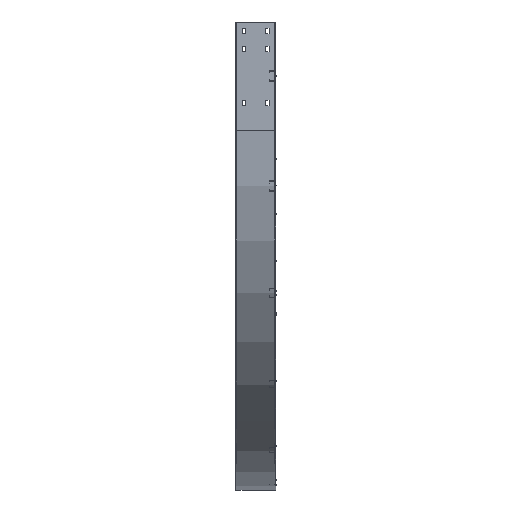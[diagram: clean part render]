
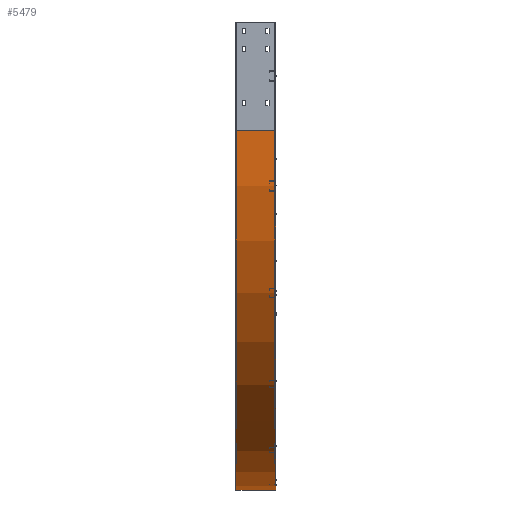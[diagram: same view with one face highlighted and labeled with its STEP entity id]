
A CAD part, left-side view. The second image highlights one B-rep face of the part: STEP entity #5479.
In plain terms, the highlighted cylindrical face has radius 1000 mm (diameter 2000 mm), a partial arc.
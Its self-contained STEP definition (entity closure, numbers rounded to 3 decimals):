
#346 = FACE_OUTER_BOUND ( 'NONE', #752, .T. ) ;
#498 = DIRECTION ( 'NONE',  ( 0., 1., 0. ) ) ;
#523 = VECTOR ( 'NONE', #1118, 1000. ) ;
#592 = CARTESIAN_POINT ( 'NONE',  ( -1300., 110., 1000. ) ) ;
#721 = CARTESIAN_POINT ( 'NONE',  ( -300., 0., 1000. ) ) ;
#752 = EDGE_LOOP ( 'NONE', ( #4447, #3615, #3977, #4775 ) ) ;
#928 = DIRECTION ( 'NONE',  ( 0., 1., 0. ) ) ;
#1118 = DIRECTION ( 'NONE',  ( 0., 1., 0. ) ) ;
#1591 = LINE ( 'NONE', #3872, #523 ) ;
#1639 = CYLINDRICAL_SURFACE ( 'NONE', #8114, 1000. ) ;
#1730 = AXIS2_PLACEMENT_3D ( 'NONE', #721, #6159, #8089 ) ;
#1799 = CARTESIAN_POINT ( 'NONE',  ( -300., 0., 0. ) ) ;
#2403 = CARTESIAN_POINT ( 'NONE',  ( -300., 110., 0. ) ) ;
#2459 = VERTEX_POINT ( 'NONE', #5093 ) ;
#2564 = EDGE_CURVE ( 'NONE', #2459, #3219, #1591, .T. ) ;
#2840 = CIRCLE ( 'NONE', #1730, 1000. ) ;
#3121 = CIRCLE ( 'NONE', #4450, 1000. ) ;
#3219 = VERTEX_POINT ( 'NONE', #592 ) ;
#3615 = ORIENTED_EDGE ( 'NONE', *, *, #7156, .T. ) ;
#3625 = DIRECTION ( 'NONE',  ( 0., 0., 1. ) ) ;
#3822 = VERTEX_POINT ( 'NONE', #1799 ) ;
#3872 = CARTESIAN_POINT ( 'NONE',  ( -1300., 3.5, 1000. ) ) ;
#3957 = LINE ( 'NONE', #7283, #7153 ) ;
#3977 = ORIENTED_EDGE ( 'NONE', *, *, #2564, .T. ) ;
#4301 = DIRECTION ( 'NONE',  ( 0., 1., 0. ) ) ;
#4402 = VERTEX_POINT ( 'NONE', #2403 ) ;
#4447 = ORIENTED_EDGE ( 'NONE', *, *, #6151, .F. ) ;
#4450 = AXIS2_PLACEMENT_3D ( 'NONE', #5685, #4301, #4924 ) ;
#4775 = ORIENTED_EDGE ( 'NONE', *, *, #4892, .F. ) ;
#4892 = EDGE_CURVE ( 'NONE', #4402, #3219, #3121, .T. ) ;
#4924 = DIRECTION ( 'NONE',  ( 0., 0., 1. ) ) ;
#5093 = CARTESIAN_POINT ( 'NONE',  ( -1300., 0., 1000. ) ) ;
#5479 = ADVANCED_FACE ( 'NONE', ( #346 ), #1639, .T. ) ;
#5685 = CARTESIAN_POINT ( 'NONE',  ( -300., 110., 1000. ) ) ;
#5705 = CARTESIAN_POINT ( 'NONE',  ( -300., 0., 1000. ) ) ;
#6151 = EDGE_CURVE ( 'NONE', #3822, #4402, #3957, .T. ) ;
#6159 = DIRECTION ( 'NONE',  ( 0., 1., 0. ) ) ;
#7153 = VECTOR ( 'NONE', #498, 1000. ) ;
#7156 = EDGE_CURVE ( 'NONE', #3822, #2459, #2840, .T. ) ;
#7283 = CARTESIAN_POINT ( 'NONE',  ( -300., 3.5, 0. ) ) ;
#8089 = DIRECTION ( 'NONE',  ( 0., 0., -1. ) ) ;
#8114 = AXIS2_PLACEMENT_3D ( 'NONE', #5705, #928, #3625 ) ;
